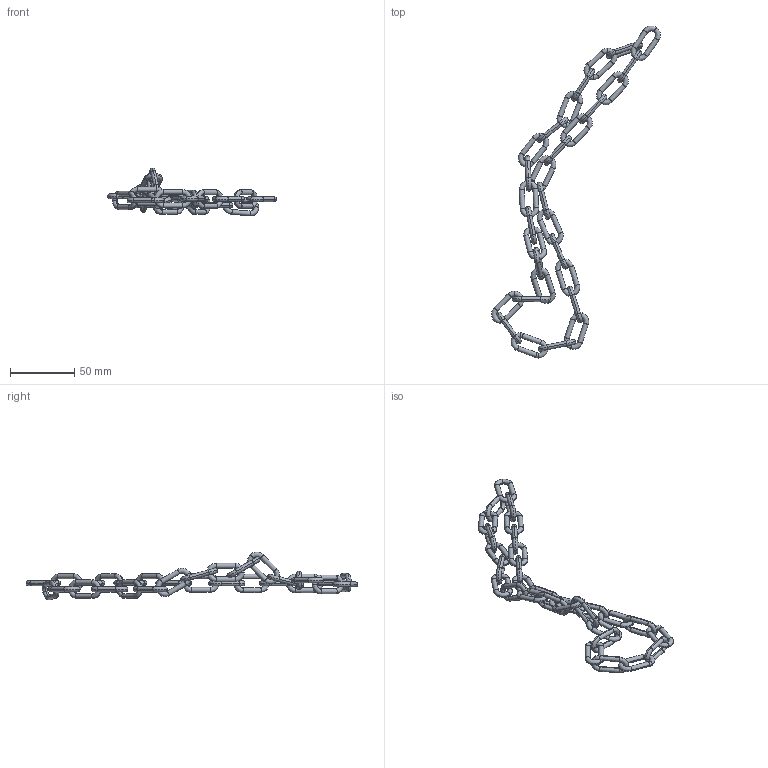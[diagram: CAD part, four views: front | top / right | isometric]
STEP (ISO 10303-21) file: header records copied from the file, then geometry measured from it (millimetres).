
FILE_DESCRIPTION (( 'STEP AP203' ), '1' );
FILE_NAME ('fsdfds.stp.STEP', '2025-09-15T21:12:38', ( '' ), ( '' ), 'SwSTEP 2.0', 'SolidWorks 2023', '' );
FILE_SCHEMA (( 'CONFIG_CONTROL_DESIGN' ));
Length unit declared in the file: centimetre
Products named in the file (1): fsdfds.stp
Bounding box: 131.16 x 257.69 x 37.15 mm (x, y, z)
Volume: 21607.5 mm3; surface area: 22751.2 mm2
Topology: 30 solids, 30 shells, 360 faces, 720 edges, 360 vertices
Faces by surface type: torus 240, cylinder 120
Entity records: 9381 total; most frequent: DIRECTION 2042, CARTESIAN_POINT 1441, ORIENTED_EDGE 1440, AXIS2_PLACEMENT_3D 961, EDGE_CURVE 720, CIRCLE 600, ADVANCED_FACE 360, VERTEX_POINT 360
